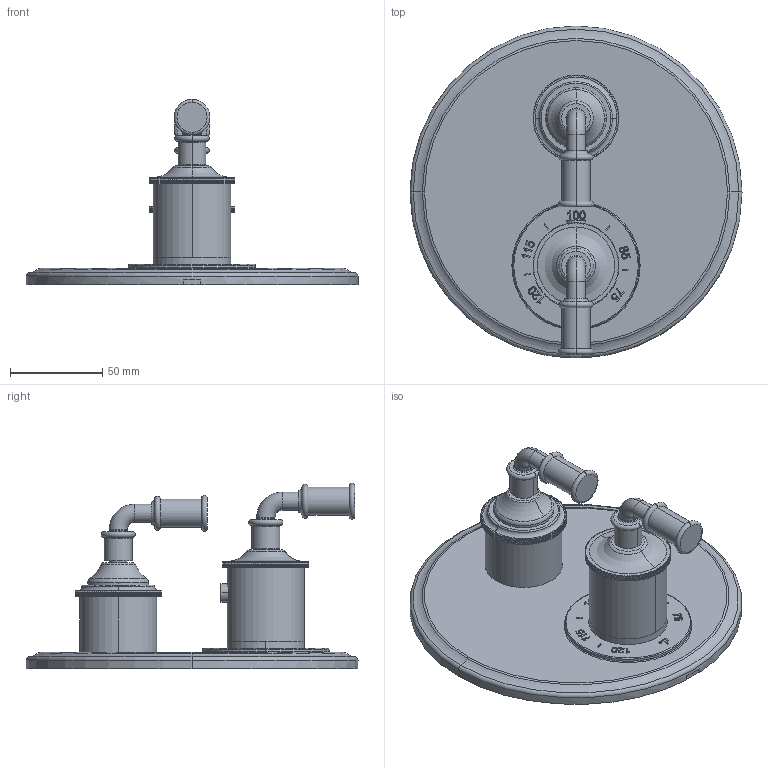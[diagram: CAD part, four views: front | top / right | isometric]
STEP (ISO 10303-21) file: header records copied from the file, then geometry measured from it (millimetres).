
FILE_DESCRIPTION((''),'2;1');
FILE_NAME('3-2943TR','2022-05-27T12:39:33',('rsmith'),(''),'CREO PARAMETRIC BY PTC INC, 2019352','CREO PARAMETRIC BY PTC INC, 2019352','');
FILE_SCHEMA(('CONFIG_CONTROL_DESIGN'));
Length unit declared in the file: inch
Products named in the file (1): 3-2943TR
Bounding box: 180 x 180 x 100.48 mm (x, y, z)
Volume: 374964.7 mm3; surface area: 76607.7 mm2
Topology: 1 solids, 1 shells, 1119 faces, 3150 edges, 2082 vertices
Faces by surface type: plane 598, cylinder 283, bspline 178, torus 54, cone 4, sphere 2
Entity records: 45213 total; most frequent: CARTESIAN_POINT 16834, ORIENTED_EDGE 6300, DIRECTION 5349, EDGE_CURVE 3150, VECTOR 2103, LINE 2103, VERTEX_POINT 2082, AXIS2_PLACEMENT_3D 1623
